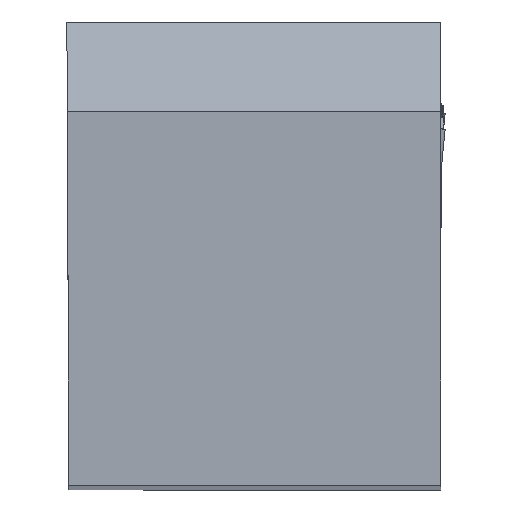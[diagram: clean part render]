
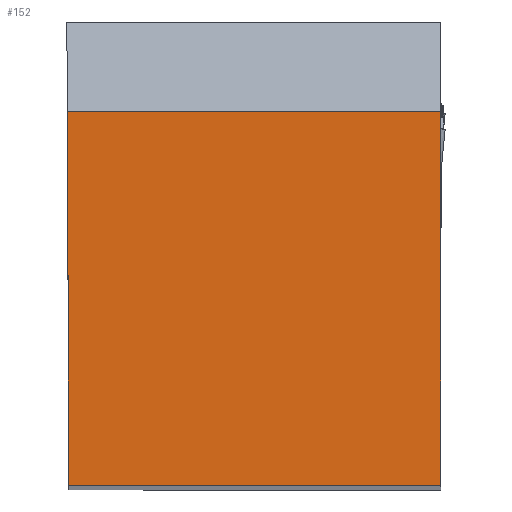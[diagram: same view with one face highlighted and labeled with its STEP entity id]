
A CAD part, top view. The second image highlights one B-rep face of the part: STEP entity #152.
In plain terms, the highlighted planar face has unit normal (0, 0, 1).
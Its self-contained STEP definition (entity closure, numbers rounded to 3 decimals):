
#152=ADVANCED_FACE('BLANK_BOXF006',(#283),#234,.T.);
#234=PLANE('',#1813);
#283=FACE_OUTER_BOUND('',#368,.T.);
#368=EDGE_LOOP('',(#623,#624,#625,#626));
#623=ORIENTED_EDGE('',*,*,#1218,.T.);
#624=ORIENTED_EDGE('',*,*,#1223,.F.);
#625=ORIENTED_EDGE('',*,*,#1195,.T.);
#626=ORIENTED_EDGE('',*,*,#1242,.T.);
#1037=VERTEX_POINT('',#2244);
#1038=VERTEX_POINT('',#2246);
#1056=VERTEX_POINT('',#2303);
#1057=VERTEX_POINT('',#2305);
#1195=EDGE_CURVE('',#1038,#1037,#1430,.T.);
#1218=EDGE_CURVE('',#1057,#1056,#1446,.T.);
#1223=EDGE_CURVE('',#1038,#1056,#1451,.T.);
#1242=EDGE_CURVE('',#1037,#1057,#1462,.T.);
#1430=LINE('',#2245,#1578);
#1446=LINE('',#2304,#1594);
#1451=LINE('',#2313,#1599);
#1462=LINE('',#2379,#1610);
#1578=VECTOR('',#1891,1.);
#1594=VECTOR('',#1927,1.);
#1599=VECTOR('',#1934,1.);
#1610=VECTOR('',#1963,1.);
#1813=AXIS2_PLACEMENT_3D('',#2380,#1964,#1965);
#1891=DIRECTION('',(0.,1.,0.));
#1927=DIRECTION('',(0.004,-1.,0.));
#1934=DIRECTION('',(-1.,0.,0.));
#1963=DIRECTION('',(-1.,0.,0.));
#1964=DIRECTION('',(0.,0.,1.));
#1965=DIRECTION('',(1.,0.,0.));
#2244=CARTESIAN_POINT('',(15.9,15.9,0.));
#2245=CARTESIAN_POINT('',(15.9,20.9,0.));
#2246=CARTESIAN_POINT('',(15.9,0.,0.));
#2303=CARTESIAN_POINT('',(0.069,0.,0.));
#2304=CARTESIAN_POINT('',(-0.022,20.996,0.));
#2305=CARTESIAN_POINT('',(0.,15.9,0.));
#2313=CARTESIAN_POINT('',(-22.,0.,0.));
#2379=CARTESIAN_POINT('',(-22.,15.9,0.));
#2380=CARTESIAN_POINT('',(-22.,20.9,0.));
